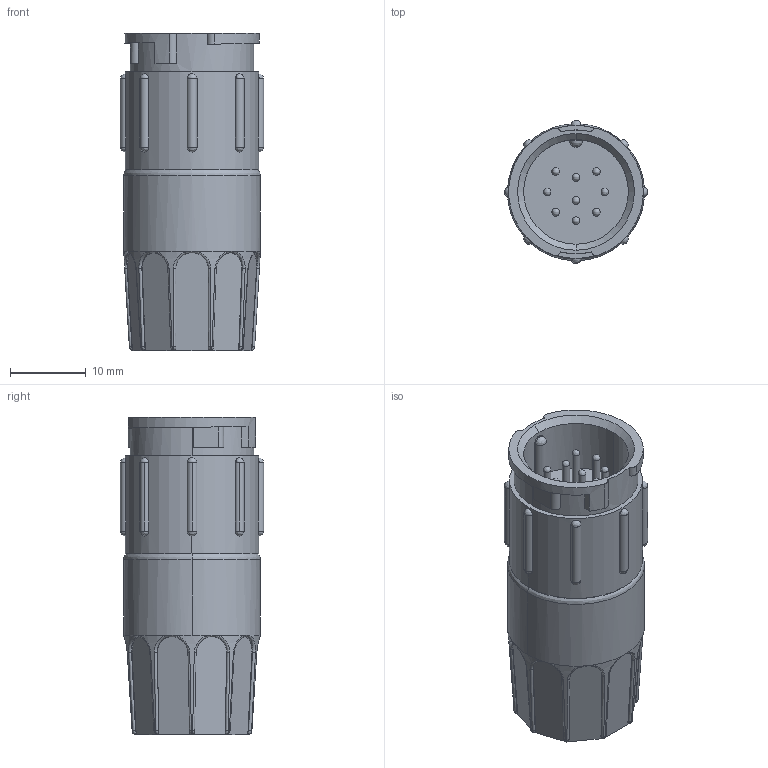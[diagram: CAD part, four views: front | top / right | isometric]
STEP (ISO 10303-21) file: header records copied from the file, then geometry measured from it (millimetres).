
FILE_DESCRIPTION (( 'STEP AP203' ), '1' );
FILE_NAME ('5282-9PG-3XX.STEP', '2018-08-10T16:53:23', ( '' ), ( '' ), 'SwSTEP 2.0', 'SolidWorks 2017', '' );
FILE_SCHEMA (( 'CONFIG_CONTROL_DESIGN' ));
Length unit declared in the file: inch
Products named in the file (1): 5282-9PG-3XX
Bounding box: 18.92 x 18.92 x 41.91 mm (x, y, z)
Volume: 8280.6 mm3; surface area: 3638 mm2
Topology: 1 solids, 1 shells, 230 faces, 629 edges, 377 vertices
Faces by surface type: bspline 103, cylinder 67, plane 47, cone 13
Entity records: 9867 total; most frequent: CARTESIAN_POINT 4859, ORIENTED_EDGE 1170, DIRECTION 862, EDGE_CURVE 585, VERTEX_POINT 377, AXIS2_PLACEMENT_3D 351, EDGE_LOOP 250, ADVANCED_FACE 230
